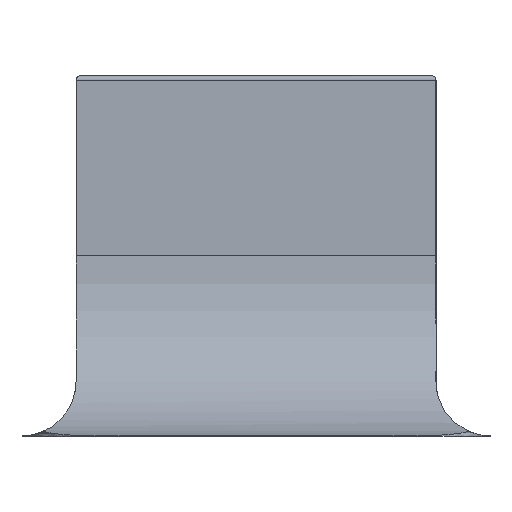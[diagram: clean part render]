
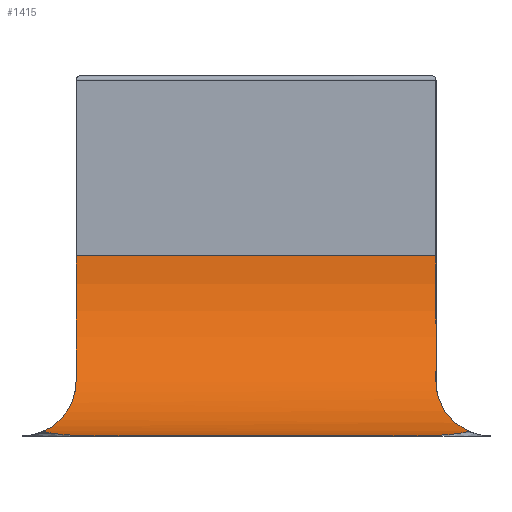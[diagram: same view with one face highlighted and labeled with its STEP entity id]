
A CAD part, left-side view. The second image highlights one B-rep face of the part: STEP entity #1415.
In plain terms, the highlighted cylindrical face has radius 0.4 mm (diameter 0.8 mm), a partial arc.
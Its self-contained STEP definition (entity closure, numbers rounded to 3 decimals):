
#1246 = VERTEX_POINT('',#1247);
#1247 = CARTESIAN_POINT('',(-1.2,0.293,0.001));
#1253 = EDGE_CURVE('',#1246,#1254,#1256,.T.);
#1254 = VERTEX_POINT('',#1255);
#1255 = CARTESIAN_POINT('',(-1.2,-0.293,0.001));
#1256 = LINE('',#1257,#1258);
#1257 = CARTESIAN_POINT('',(-1.2,0.64,0.001));
#1258 = VECTOR('',#1259,1.);
#1259 = DIRECTION('',(0.,-1.,0.));
#1344 = EDGE_CURVE('',#1254,#1345,#1347,.T.);
#1345 = VERTEX_POINT('',#1346);
#1346 = CARTESIAN_POINT('',(-1.112,-0.472,
    0.011));
#1347 = B_SPLINE_CURVE_WITH_KNOTS('',7,(#1348,#1349,#1350,#1351,#1352,
    #1353,#1354,#1355,#1356,#1357,#1358,#1359,#1360,#1361),
  .UNSPECIFIED.,.F.,.F.,(8,6,8),(0.,0.397,1.),.UNSPECIFIED.);
#1348 = CARTESIAN_POINT('',(-1.2,-0.293,0.001));
#1349 = CARTESIAN_POINT('',(-1.2,-0.314,0.001));
#1350 = CARTESIAN_POINT('',(-1.198,-0.336,
    0.001));
#1351 = CARTESIAN_POINT('',(-1.193,-0.357,
    0.001));
#1352 = CARTESIAN_POINT('',(-1.186,-0.378,
    0.001));
#1353 = CARTESIAN_POINT('',(-1.176,-0.397,
    0.001));
#1354 = CARTESIAN_POINT('',(-1.165,-0.416,
    0.002));
#1355 = CARTESIAN_POINT('',(-1.133,-0.457,
    0.006));
#1356 = CARTESIAN_POINT('',(-1.11,-0.478,
    0.01));
#1357 = CARTESIAN_POINT('',(-1.084,-0.495,
    0.016));
#1358 = CARTESIAN_POINT('',(-1.057,-0.508,
    0.025));
#1359 = CARTESIAN_POINT('',(-1.028,-0.516,
    0.037));
#1360 = CARTESIAN_POINT('',(-1.,-0.52,0.053));
#1361 = CARTESIAN_POINT('',(-0.973,-0.52,0.072));
#1415 = ADVANCED_FACE('',(#1416),#1489,.F.);
#1416 = FACE_BOUND('',#1417,.T.);
#1417 = EDGE_LOOP('',(#1418,#1437,#1438,#1439,#1452,#1461,#1469,#1478));
#1418 = ORIENTED_EDGE('',*,*,#1419,.F.);
#1419 = EDGE_CURVE('',#1246,#1420,#1422,.T.);
#1420 = VERTEX_POINT('',#1421);
#1421 = CARTESIAN_POINT('',(-1.112,0.472,
    0.011));
#1422 = B_SPLINE_CURVE_WITH_KNOTS('',7,(#1423,#1424,#1425,#1426,#1427,
    #1428,#1429,#1430,#1431,#1432,#1433,#1434,#1435,#1436),
  .UNSPECIFIED.,.F.,.F.,(8,6,8),(0.,0.4,1.),.UNSPECIFIED.);
#1423 = CARTESIAN_POINT('',(-1.2,0.293,0.001));
#1424 = CARTESIAN_POINT('',(-1.2,0.315,0.001));
#1425 = CARTESIAN_POINT('',(-1.198,0.336,
    0.001));
#1426 = CARTESIAN_POINT('',(-1.193,0.358,
    0.001));
#1427 = CARTESIAN_POINT('',(-1.185,0.379,
    0.001));
#1428 = CARTESIAN_POINT('',(-1.176,0.398,
    0.001));
#1429 = CARTESIAN_POINT('',(-1.164,0.416,
    0.002));
#1430 = CARTESIAN_POINT('',(-1.132,0.458,
    0.006));
#1431 = CARTESIAN_POINT('',(-1.109,0.479,
    0.01));
#1432 = CARTESIAN_POINT('',(-1.084,0.496,
    0.016));
#1433 = CARTESIAN_POINT('',(-1.056,0.508,
    0.025));
#1434 = CARTESIAN_POINT('',(-1.028,0.516,
    0.037));
#1435 = CARTESIAN_POINT('',(-1.,0.52,0.053));
#1436 = CARTESIAN_POINT('',(-0.973,0.52,0.072));
#1437 = ORIENTED_EDGE('',*,*,#1253,.T.);
#1438 = ORIENTED_EDGE('',*,*,#1344,.T.);
#1439 = ORIENTED_EDGE('',*,*,#1440,.T.);
#1440 = EDGE_CURVE('',#1345,#1441,#1443,.T.);
#1441 = VERTEX_POINT('',#1442);
#1442 = CARTESIAN_POINT('',(-0.914,-0.4,0.121));
#1443 = B_SPLINE_CURVE_WITH_KNOTS('',7,(#1444,#1445,#1446,#1447,#1448,
    #1449,#1450,#1451),.UNSPECIFIED.,.F.,.F.,(8,8),(0.,1.),
  .PIECEWISE_BEZIER_KNOTS.);
#1444 = CARTESIAN_POINT('',(-1.173,-0.505,
    0.002));
#1445 = CARTESIAN_POINT('',(-1.129,-0.481,
    0.005));
#1446 = CARTESIAN_POINT('',(-1.086,-0.458,
    0.013));
#1447 = CARTESIAN_POINT('',(-1.044,-0.437,
    0.028));
#1448 = CARTESIAN_POINT('',(-1.005,-0.419,
    0.047));
#1449 = CARTESIAN_POINT('',(-0.97,-0.407,
    0.069));
#1450 = CARTESIAN_POINT('',(-0.94,-0.4,0.095));
#1451 = CARTESIAN_POINT('',(-0.914,-0.4,0.121));
#1452 = ORIENTED_EDGE('',*,*,#1453,.F.);
#1453 = EDGE_CURVE('',#1454,#1441,#1456,.T.);
#1454 = VERTEX_POINT('',#1455);
#1455 = CARTESIAN_POINT('',(-0.8,-0.4,0.401));
#1456 = CIRCLE('',#1457,0.4);
#1457 = AXIS2_PLACEMENT_3D('',#1458,#1459,#1460);
#1458 = CARTESIAN_POINT('',(-1.2,-0.4,0.401));
#1459 = DIRECTION('',(0.,1.,0.));
#1460 = DIRECTION('',(1.,0.,0.));
#1461 = ORIENTED_EDGE('',*,*,#1462,.F.);
#1462 = EDGE_CURVE('',#1463,#1454,#1465,.T.);
#1463 = VERTEX_POINT('',#1464);
#1464 = CARTESIAN_POINT('',(-0.8,0.4,0.401));
#1465 = LINE('',#1466,#1467);
#1466 = CARTESIAN_POINT('',(-0.8,0.64,0.401));
#1467 = VECTOR('',#1468,1.);
#1468 = DIRECTION('',(0.,-1.,0.));
#1469 = ORIENTED_EDGE('',*,*,#1470,.T.);
#1470 = EDGE_CURVE('',#1463,#1471,#1473,.T.);
#1471 = VERTEX_POINT('',#1472);
#1472 = CARTESIAN_POINT('',(-0.914,0.4,0.121));
#1473 = CIRCLE('',#1474,0.4);
#1474 = AXIS2_PLACEMENT_3D('',#1475,#1476,#1477);
#1475 = CARTESIAN_POINT('',(-1.2,0.4,0.401));
#1476 = DIRECTION('',(0.,1.,0.));
#1477 = DIRECTION('',(1.,0.,0.));
#1478 = ORIENTED_EDGE('',*,*,#1479,.T.);
#1479 = EDGE_CURVE('',#1471,#1420,#1480,.T.);
#1480 = B_SPLINE_CURVE_WITH_KNOTS('',7,(#1481,#1482,#1483,#1484,#1485,
    #1486,#1487,#1488),.UNSPECIFIED.,.F.,.F.,(8,8),(0.,1.),
  .PIECEWISE_BEZIER_KNOTS.);
#1481 = CARTESIAN_POINT('',(-0.914,0.4,0.121));
#1482 = CARTESIAN_POINT('',(-0.94,0.4,0.095));
#1483 = CARTESIAN_POINT('',(-0.97,0.407,
    0.069));
#1484 = CARTESIAN_POINT('',(-1.005,0.419,
    0.047));
#1485 = CARTESIAN_POINT('',(-1.044,0.437,
    0.028));
#1486 = CARTESIAN_POINT('',(-1.086,0.458,
    0.013));
#1487 = CARTESIAN_POINT('',(-1.129,0.481,
    0.005));
#1488 = CARTESIAN_POINT('',(-1.173,0.505,
    0.002));
#1489 = CYLINDRICAL_SURFACE('',#1490,0.4);
#1490 = AXIS2_PLACEMENT_3D('',#1491,#1492,#1493);
#1491 = CARTESIAN_POINT('',(-1.2,0.64,0.401));
#1492 = DIRECTION('',(0.,1.,0.));
#1493 = DIRECTION('',(1.,0.,0.));
